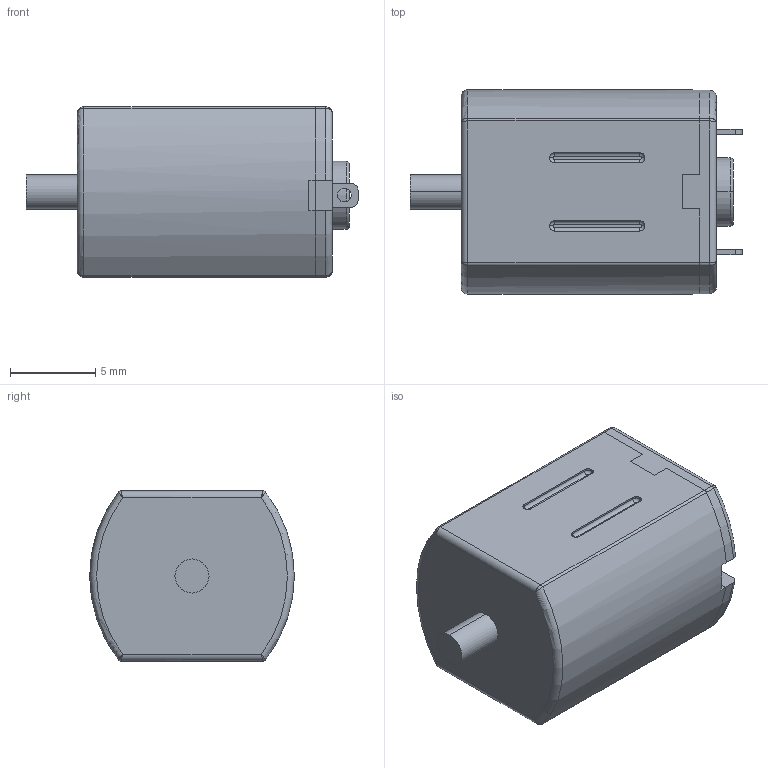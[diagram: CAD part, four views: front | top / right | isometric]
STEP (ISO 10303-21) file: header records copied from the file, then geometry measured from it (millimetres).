
FILE_DESCRIPTION (( 'STEP AP203' ), '1' );
FILE_NAME ('motor___.STEP_Default_sldprt.STEP', '2020-07-28T14:58:06', ( '' ), ( '' ), 'SwSTEP 2.0', 'SolidWorks 2019', '' );
FILE_SCHEMA (( 'CONFIG_CONTROL_DESIGN' ));
Length unit declared in the file: millimetre
Products named in the file (1): motor___.STEP_Default_sldprt
Bounding box: 19.5 x 12 x 10 mm (x, y, z)
Volume: 1643.7 mm3; surface area: 1118.2 mm2
Topology: 3 solids, 3 shells, 144 faces, 350 edges, 212 vertices
Faces by surface type: plane 56, cylinder 54, torus 26, bspline 8
Entity records: 4533 total; most frequent: CARTESIAN_POINT 1073, DIRECTION 742, ORIENTED_EDGE 684, EDGE_CURVE 342, AXIS2_PLACEMENT_3D 283, VERTEX_POINT 212, LINE 176, VECTOR 176
